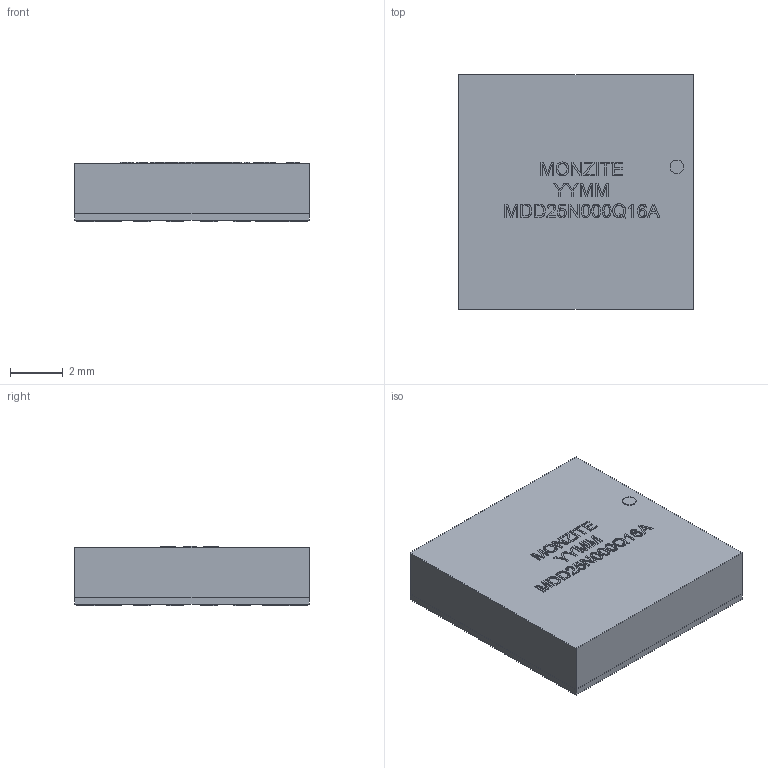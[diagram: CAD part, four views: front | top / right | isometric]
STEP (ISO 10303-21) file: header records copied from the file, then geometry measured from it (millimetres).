
FILE_DESCRIPTION(/* description */ (''),/* implementation_level */ '2;1');
FILE_NAME(/* name */ 'MONZITE__MDD125N000Q16A.step',/* time_stamp */ '2024-01-17T11:58:11-05:00',/* author */ (''),/* organization */ (''),/* preprocessor_version */ 'ST-DEVELOPER v20',/* originating_system */ 'Autodesk Translation Framework v12.14.0.127',/* authorisation */ '');
FILE_SCHEMA (('AUTOMOTIVE_DESIGN { 1 0 10303 214 3 1 1 }'));
Length unit declared in the file: inch
Products named in the file (6): MONZITE__MDD125N000Q16A; Component1; Component2; Component3; Component4; Component5
Assembly tree (5 placements, depth 2):
  MONZITE__MDD125N000Q16A
    Component1
    Component2
    Component3
    Component4
    Component5
Bounding box: 8.89 x 8.89 x 2.24 mm (x, y, z)
Volume: 171.6 mm3; surface area: 437.7 mm2
Topology: 43 solids, 43 shells, 542 faces, 1368 edges, 912 vertices
Faces by surface type: plane 325, bspline 216, cylinder 1
Full cylindrical faces by diameter (mm): 0.508 x1
Entity records: 18287 total; most frequent: CARTESIAN_POINT 6506, ORIENTED_EDGE 2736, DIRECTION 1614, EDGE_CURVE 1368, LINE 934, VECTOR 934, VERTEX_POINT 912, EDGE_LOOP 560
